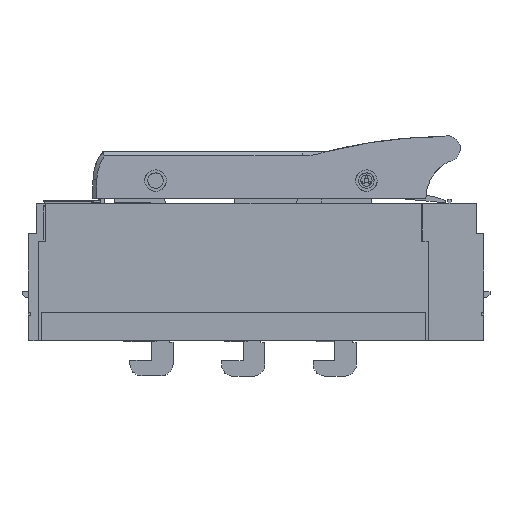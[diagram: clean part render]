
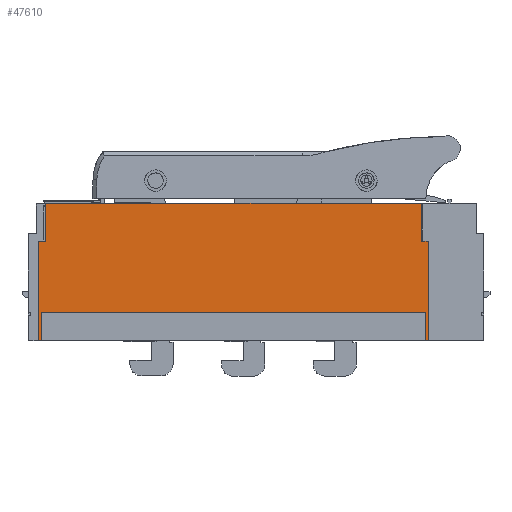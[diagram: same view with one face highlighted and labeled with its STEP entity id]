
A CAD part, front view. The second image highlights one B-rep face of the part: STEP entity #47610.
In plain terms, the highlighted face is planar.
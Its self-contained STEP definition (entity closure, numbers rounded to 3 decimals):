
#47547=AXIS2_PLACEMENT_3D('Plane Axis2P3D',#47544,#47545,#47546) ;
#43084=CARTESIAN_POINT('Vertex',(-125.5,104.75,18.5)) ;
#43087=CARTESIAN_POINT('Line Origine',(0.,104.75,18.5)) ;
#43091=CARTESIAN_POINT('Vertex',(125.5,104.75,18.5)) ;
#44344=CARTESIAN_POINT('Vertex',(-125.5,104.75,0.)) ;
#44347=CARTESIAN_POINT('Line Origine',(-125.5,104.75,9.25)) ;
#44431=CARTESIAN_POINT('Line Origine',(125.5,104.75,9.25)) ;
#44435=CARTESIAN_POINT('Vertex',(125.5,104.75,0.)) ;
#47043=CARTESIAN_POINT('Vertex',(-127.5,104.75,0.)) ;
#47046=CARTESIAN_POINT('Line Origine',(-126.5,104.75,0.)) ;
#47051=CARTESIAN_POINT('Line Origine',(126.5,104.75,0.)) ;
#47055=CARTESIAN_POINT('Vertex',(127.5,104.75,0.)) ;
#47544=CARTESIAN_POINT('Axis2P3D Location',(0.,104.75,0.)) ;
#47549=CARTESIAN_POINT('Line Origine',(123.,104.75,77.5)) ;
#47553=CARTESIAN_POINT('Vertex',(123.,104.75,65.)) ;
#47555=CARTESIAN_POINT('Vertex',(123.,104.75,90.)) ;
#47558=CARTESIAN_POINT('Line Origine',(125.25,104.75,65.)) ;
#47562=CARTESIAN_POINT('Vertex',(127.5,104.75,65.)) ;
#47565=CARTESIAN_POINT('Line Origine',(127.5,104.75,32.5)) ;
#47570=CARTESIAN_POINT('Line Origine',(-127.5,104.75,32.5)) ;
#47574=CARTESIAN_POINT('Vertex',(-127.5,104.75,65.)) ;
#47577=CARTESIAN_POINT('Line Origine',(-125.25,104.75,65.)) ;
#47581=CARTESIAN_POINT('Vertex',(-123.,104.75,65.)) ;
#47584=CARTESIAN_POINT('Line Origine',(-123.,104.75,77.5)) ;
#47588=CARTESIAN_POINT('Vertex',(-123.,104.75,90.)) ;
#47591=CARTESIAN_POINT('Line Origine',(0.,104.75,90.)) ;
#43088=DIRECTION('Vector Direction',(1.,0.,0.)) ;
#44348=DIRECTION('Vector Direction',(0.,0.,1.)) ;
#44432=DIRECTION('Vector Direction',(0.,0.,1.)) ;
#47047=DIRECTION('Vector Direction',(1.,0.,0.)) ;
#47052=DIRECTION('Vector Direction',(1.,0.,0.)) ;
#47545=DIRECTION('Axis2P3D Direction',(0.,1.,0.)) ;
#47546=DIRECTION('Axis2P3D XDirection',(0.,0.,1.)) ;
#47550=DIRECTION('Vector Direction',(0.,0.,1.)) ;
#47559=DIRECTION('Vector Direction',(1.,0.,0.)) ;
#47566=DIRECTION('Vector Direction',(0.,0.,-1.)) ;
#47571=DIRECTION('Vector Direction',(0.,0.,-1.)) ;
#47578=DIRECTION('Vector Direction',(-1.,0.,0.)) ;
#47585=DIRECTION('Vector Direction',(0.,0.,1.)) ;
#47592=DIRECTION('Vector Direction',(-1.,0.,0.)) ;
#43089=VECTOR('Line Direction',#43088,1.) ;
#44349=VECTOR('Line Direction',#44348,1.) ;
#44433=VECTOR('Line Direction',#44432,1.) ;
#47048=VECTOR('Line Direction',#47047,1.) ;
#47053=VECTOR('Line Direction',#47052,1.) ;
#47551=VECTOR('Line Direction',#47550,1.) ;
#47560=VECTOR('Line Direction',#47559,1.) ;
#47567=VECTOR('Line Direction',#47566,1.) ;
#47572=VECTOR('Line Direction',#47571,1.) ;
#47579=VECTOR('Line Direction',#47578,1.) ;
#47586=VECTOR('Line Direction',#47585,1.) ;
#47593=VECTOR('Line Direction',#47592,1.) ;
#47597=ORIENTED_EDGE('',*,*,#47557,.F.) ;
#47598=ORIENTED_EDGE('',*,*,#47564,.T.) ;
#47599=ORIENTED_EDGE('',*,*,#47569,.T.) ;
#47600=ORIENTED_EDGE('',*,*,#47057,.T.) ;
#47601=ORIENTED_EDGE('',*,*,#44437,.T.) ;
#47602=ORIENTED_EDGE('',*,*,#43093,.F.) ;
#47603=ORIENTED_EDGE('',*,*,#44351,.F.) ;
#47604=ORIENTED_EDGE('',*,*,#47050,.F.) ;
#47605=ORIENTED_EDGE('',*,*,#47576,.F.) ;
#47606=ORIENTED_EDGE('',*,*,#47583,.F.) ;
#47607=ORIENTED_EDGE('',*,*,#47590,.T.) ;
#47608=ORIENTED_EDGE('',*,*,#47595,.F.) ;
#47610=ADVANCED_FACE('Hauptkoerper nicht benutzen',(#47609),#47548,.T.) ;
#43093=EDGE_CURVE('',#43085,#43092,#43090,.T.) ;
#44351=EDGE_CURVE('',#44345,#43085,#44350,.T.) ;
#44437=EDGE_CURVE('',#44436,#43092,#44434,.T.) ;
#47050=EDGE_CURVE('',#47044,#44345,#47049,.T.) ;
#47057=EDGE_CURVE('',#47056,#44436,#47054,.F.) ;
#47557=EDGE_CURVE('',#47554,#47556,#47552,.T.) ;
#47564=EDGE_CURVE('',#47554,#47563,#47561,.T.) ;
#47569=EDGE_CURVE('',#47563,#47056,#47568,.T.) ;
#47576=EDGE_CURVE('',#47575,#47044,#47573,.T.) ;
#47583=EDGE_CURVE('',#47582,#47575,#47580,.T.) ;
#47590=EDGE_CURVE('',#47582,#47589,#47587,.T.) ;
#47595=EDGE_CURVE('',#47556,#47589,#47594,.T.) ;
#47596=EDGE_LOOP('',(#47597,#47598,#47599,#47600,#47601,#47602,#47603,#47604,#47605,#47606,#47607,#47608)) ;
#47609=FACE_OUTER_BOUND('',#47596,.T.) ;
#43090=LINE('Line',#43087,#43089) ;
#44350=LINE('Line',#44347,#44349) ;
#44434=LINE('Line',#44431,#44433) ;
#47049=LINE('Line',#47046,#47048) ;
#47054=LINE('Line',#47051,#47053) ;
#47552=LINE('Line',#47549,#47551) ;
#47561=LINE('Line',#47558,#47560) ;
#47568=LINE('Line',#47565,#47567) ;
#47573=LINE('Line',#47570,#47572) ;
#47580=LINE('Line',#47577,#47579) ;
#47587=LINE('Line',#47584,#47586) ;
#47594=LINE('Line',#47591,#47593) ;
#47548=PLANE('Plane',#47547) ;
#43085=VERTEX_POINT('',#43084) ;
#43092=VERTEX_POINT('',#43091) ;
#44345=VERTEX_POINT('',#44344) ;
#44436=VERTEX_POINT('',#44435) ;
#47044=VERTEX_POINT('',#47043) ;
#47056=VERTEX_POINT('',#47055) ;
#47554=VERTEX_POINT('',#47553) ;
#47556=VERTEX_POINT('',#47555) ;
#47563=VERTEX_POINT('',#47562) ;
#47575=VERTEX_POINT('',#47574) ;
#47582=VERTEX_POINT('',#47581) ;
#47589=VERTEX_POINT('',#47588) ;
